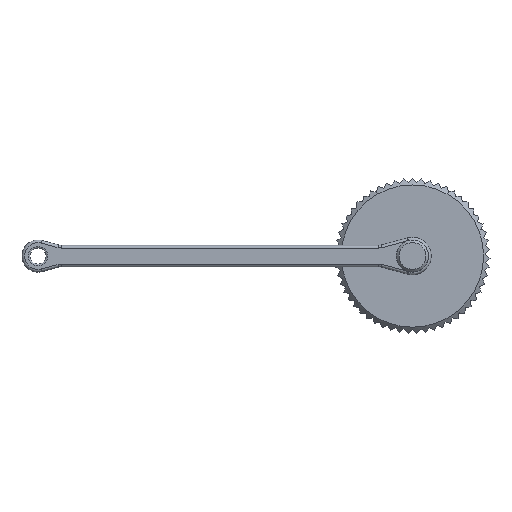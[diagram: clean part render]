
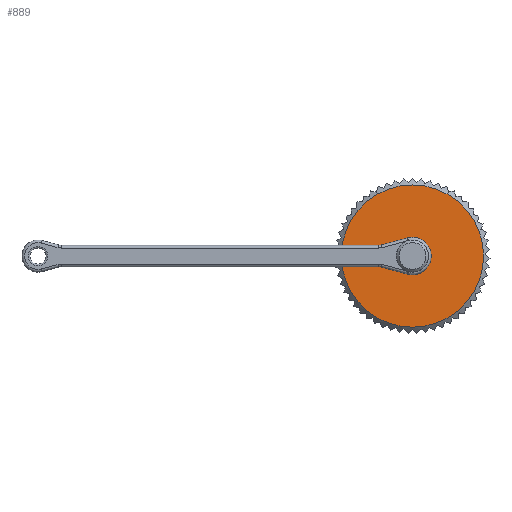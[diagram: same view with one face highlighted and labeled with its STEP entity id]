
A CAD part, left-side view. The second image highlights one B-rep face of the part: STEP entity #889.
In plain terms, the highlighted planar face has unit normal (-1, 0, 0).
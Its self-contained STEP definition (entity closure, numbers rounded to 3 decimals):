
#889=ADVANCED_FACE('',(#1333,#1299),#1118,.T.);
#1118=PLANE('',#4226);
#1299=FACE_BOUND('',#1551,.T.);
#1333=FACE_OUTER_BOUND('',#1550,.T.);
#1550=EDGE_LOOP('',(#1801));
#1551=EDGE_LOOP('',(#1802));
#1801=ORIENTED_EDGE('',*,*,#3430,.T.);
#1802=ORIENTED_EDGE('',*,*,#3431,.T.);
#3025=VERTEX_POINT('',#5765);
#3026=VERTEX_POINT('',#5767);
#3430=EDGE_CURVE('',#3025,#3025,#4042,.T.);
#3431=EDGE_CURVE('',#3026,#3026,#4043,.T.);
#4042=CIRCLE('',#4224,13.3);
#4043=CIRCLE('',#4225,3.5);
#4224=AXIS2_PLACEMENT_3D('',#5764,#4634,#4635);
#4225=AXIS2_PLACEMENT_3D('',#5766,#4636,#4637);
#4226=AXIS2_PLACEMENT_3D('',#5768,#4638,#4639);
#4634=DIRECTION('',(-1.,0.,0.));
#4635=DIRECTION('',(0.,0.,1.));
#4636=DIRECTION('',(1.,0.,0.));
#4637=DIRECTION('',(0.,0.,1.));
#4638=DIRECTION('',(-1.,0.,0.));
#4639=DIRECTION('',(0.,0.,1.));
#5764=CARTESIAN_POINT('',(0.,0.,0.));
#5765=CARTESIAN_POINT('',(0.,0.,13.3));
#5766=CARTESIAN_POINT('',(0.,0.,0.));
#5767=CARTESIAN_POINT('',(0.,0.,3.5));
#5768=CARTESIAN_POINT('',(0.,0.,0.));
